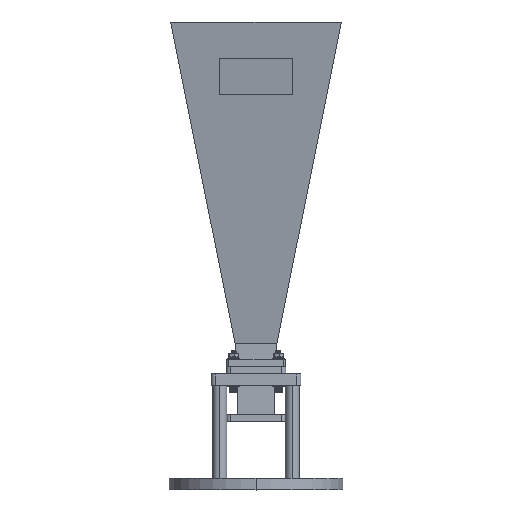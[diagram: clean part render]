
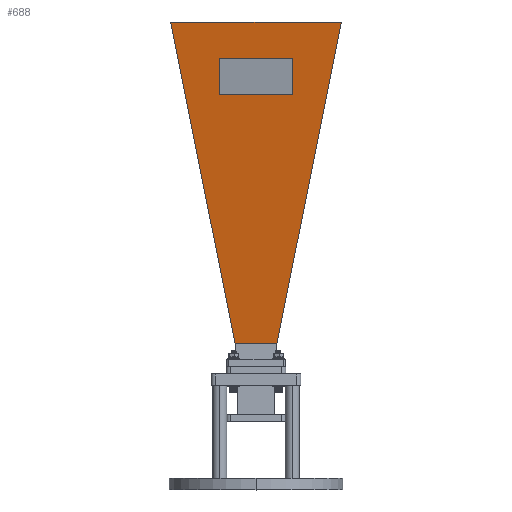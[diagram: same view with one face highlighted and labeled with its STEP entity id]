
A CAD part, top view. The second image highlights one B-rep face of the part: STEP entity #688.
In plain terms, the highlighted face is planar.
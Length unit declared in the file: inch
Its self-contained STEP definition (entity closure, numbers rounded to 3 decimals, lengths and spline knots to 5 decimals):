
#123 = EDGE_CURVE ( 'NONE', #12407, #7604, #18133, .T. ) ;
#216 = DIRECTION ( 'NONE',  ( 0.162, 0., 0.987 ) ) ;
#490 = CARTESIAN_POINT ( 'NONE',  ( 1.59036, -1., 9.7117 ) ) ;
#688 = ADVANCED_FACE ( 'NONE', ( #932, #4212 ), #17430, .T. ) ;
#695 = DIRECTION ( 'NONE',  ( 0., 1., 0. ) ) ;
#746 = CARTESIAN_POINT ( 'NONE',  ( 1.75229, -2.32096, 10.6985 ) ) ;
#932 = FACE_BOUND ( 'NONE', #20892, .T. ) ;
#1103 = VECTOR ( 'NONE', #13274, 39.37008 ) ;
#2003 = CARTESIAN_POINT ( 'NONE',  ( 1.42842, -1., 8.7249 ) ) ;
#2475 = DIRECTION ( 'NONE',  ( -0.162, 0., -0.987 ) ) ;
#2528 = VERTEX_POINT ( 'NONE', #4526 ) ;
#2954 = AXIS2_PLACEMENT_3D ( 'NONE', #9346, #16029, #2475 ) ;
#3530 = CARTESIAN_POINT ( 'NONE',  ( 1.42842, -1., 8.7249 ) ) ;
#3541 = CARTESIAN_POINT ( 'NONE',  ( 0.31811, 0.56853, 1.95888 ) ) ;
#3764 = VERTEX_POINT ( 'NONE', #19692 ) ;
#3773 = LINE ( 'NONE', #490, #14439 ) ;
#3871 = ORIENTED_EDGE ( 'NONE', *, *, #11482, .F. ) ;
#4212 = FACE_OUTER_BOUND ( 'NONE', #18156, .T. ) ;
#4362 = ORIENTED_EDGE ( 'NONE', *, *, #8174, .F. ) ;
#4507 = CARTESIAN_POINT ( 'NONE',  ( 1.59036, -1., 9.7117 ) ) ;
#4526 = CARTESIAN_POINT ( 'NONE',  ( 1.75229, -2.32096, 10.6985 ) ) ;
#4557 = VECTOR ( 'NONE', #9545, 39.37008 ) ;
#5024 = EDGE_CURVE ( 'NONE', #20053, #3764, #5499, .T. ) ;
#5499 = LINE ( 'NONE', #10736, #7317 ) ;
#5742 = ORIENTED_EDGE ( 'NONE', *, *, #123, .F. ) ;
#6395 = EDGE_CURVE ( 'NONE', #16675, #19425, #12825, .T. ) ;
#6642 = LINE ( 'NONE', #13214, #21127 ) ;
#6701 = LINE ( 'NONE', #3541, #1103 ) ;
#7159 = DIRECTION ( 'NONE',  ( 0., -1., 0. ) ) ;
#7191 = CARTESIAN_POINT ( 'NONE',  ( 1.75229, 2.32096, 10.6985 ) ) ;
#7317 = VECTOR ( 'NONE', #695, 39.37008 ) ;
#7604 = VERTEX_POINT ( 'NONE', #18208 ) ;
#8174 = EDGE_CURVE ( 'NONE', #19425, #12407, #20263, .T. ) ;
#8577 = EDGE_CURVE ( 'NONE', #2528, #20053, #12330, .T. ) ;
#8978 = EDGE_CURVE ( 'NONE', #3764, #17833, #6701, .T. ) ;
#9346 = CARTESIAN_POINT ( 'NONE',  ( 1.03285, 0., 6.31438 ) ) ;
#9545 = DIRECTION ( 'NONE',  ( -0.162, 0., -0.987 ) ) ;
#9957 = ORIENTED_EDGE ( 'NONE', *, *, #5024, .T. ) ;
#10736 = CARTESIAN_POINT ( 'NONE',  ( 0.31811, 0., 1.95888 ) ) ;
#10910 = CARTESIAN_POINT ( 'NONE',  ( 0.31811, -0.56853, 1.95888 ) ) ;
#11000 = ORIENTED_EDGE ( 'NONE', *, *, #6395, .F. ) ;
#11482 = EDGE_CURVE ( 'NONE', #7604, #16675, #3773, .T. ) ;
#12330 = LINE ( 'NONE', #746, #21358 ) ;
#12407 = VERTEX_POINT ( 'NONE', #19214 ) ;
#12550 = DIRECTION ( 'NONE',  ( -0.159, 0.194, -0.968 ) ) ;
#12825 = LINE ( 'NONE', #4507, #4557 ) ;
#13214 = CARTESIAN_POINT ( 'NONE',  ( 1.75229, 0., 10.6985 ) ) ;
#13274 = DIRECTION ( 'NONE',  ( 0.159, 0.194, 0.968 ) ) ;
#13825 = EDGE_CURVE ( 'NONE', #17833, #2528, #6642, .T. ) ;
#14439 = VECTOR ( 'NONE', #7159, 39.37008 ) ;
#14700 = ORIENTED_EDGE ( 'NONE', *, *, #8978, .T. ) ;
#15189 = CARTESIAN_POINT ( 'NONE',  ( 1.59036, 1., 9.7117 ) ) ;
#16029 = DIRECTION ( 'NONE',  ( 0.987, 0., -0.162 ) ) ;
#16675 = VERTEX_POINT ( 'NONE', #16895 ) ;
#16895 = CARTESIAN_POINT ( 'NONE',  ( 1.59036, -1., 9.7117 ) ) ;
#17430 = PLANE ( 'NONE',  #2954 ) ;
#17494 = VECTOR ( 'NONE', #21530, 39.37008 ) ;
#17833 = VERTEX_POINT ( 'NONE', #7191 ) ;
#18133 = LINE ( 'NONE', #15189, #21512 ) ;
#18156 = EDGE_LOOP ( 'NONE', ( #9957, #14700, #19256, #21054 ) ) ;
#18208 = CARTESIAN_POINT ( 'NONE',  ( 1.59036, 1., 9.7117 ) ) ;
#19214 = CARTESIAN_POINT ( 'NONE',  ( 1.42842, 1., 8.7249 ) ) ;
#19256 = ORIENTED_EDGE ( 'NONE', *, *, #13825, .T. ) ;
#19425 = VERTEX_POINT ( 'NONE', #3530 ) ;
#19692 = CARTESIAN_POINT ( 'NONE',  ( 0.31811, 0.56853, 1.95888 ) ) ;
#19987 = DIRECTION ( 'NONE',  ( 0., -1., 0. ) ) ;
#20053 = VERTEX_POINT ( 'NONE', #10910 ) ;
#20263 = LINE ( 'NONE', #2003, #17494 ) ;
#20892 = EDGE_LOOP ( 'NONE', ( #3871, #5742, #4362, #11000 ) ) ;
#21054 = ORIENTED_EDGE ( 'NONE', *, *, #8577, .T. ) ;
#21127 = VECTOR ( 'NONE', #19987, 39.37008 ) ;
#21358 = VECTOR ( 'NONE', #12550, 39.37008 ) ;
#21512 = VECTOR ( 'NONE', #216, 39.37008 ) ;
#21530 = DIRECTION ( 'NONE',  ( 0., 1., 0. ) ) ;
